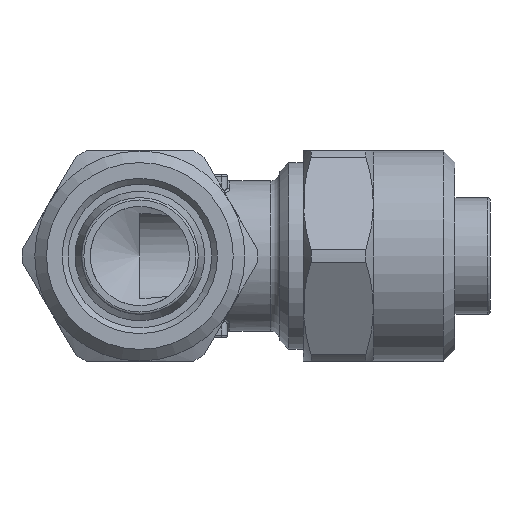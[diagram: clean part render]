
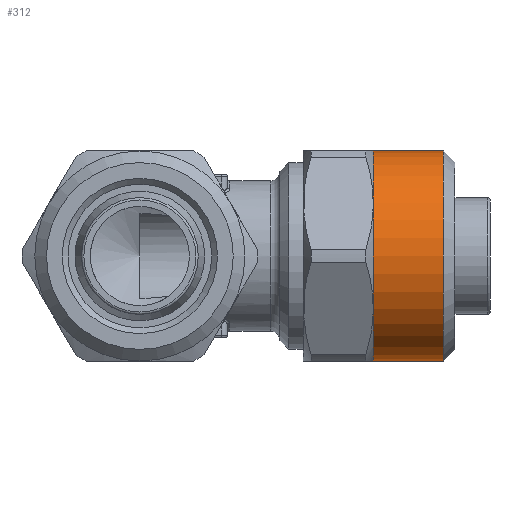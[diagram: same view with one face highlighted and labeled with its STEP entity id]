
A CAD part, front view. The second image highlights one B-rep face of the part: STEP entity #312.
In plain terms, the highlighted cylindrical face has radius 9 mm (diameter 18 mm), a full revolution.
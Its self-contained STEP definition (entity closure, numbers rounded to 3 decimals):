
#312 = ADVANCED_FACE( 'NONE', ( #726, #727 ), #728, .T. );
#726 = FACE_OUTER_BOUND( '', #1459, .T. );
#727 = FACE_OUTER_BOUND( '', #1460, .T. );
#728 = CYLINDRICAL_SURFACE( '', #1461, 9. );
#1459 = EDGE_LOOP( '', ( #2745, #2746, #2747, #2748, #2749, #2750 ) );
#1460 = EDGE_LOOP( '', ( #2751 ) );
#1461 = AXIS2_PLACEMENT_3D( '', #2752, #2753, #2754 );
#2745 = ORIENTED_EDGE( '', *, *, #3549, .F. );
#2746 = ORIENTED_EDGE( '', *, *, #3755, .F. );
#2747 = ORIENTED_EDGE( '', *, *, #3756, .F. );
#2748 = ORIENTED_EDGE( '', *, *, #3735, .F. );
#2749 = ORIENTED_EDGE( '', *, *, #3757, .F. );
#2750 = ORIENTED_EDGE( '', *, *, #3758, .F. );
#2751 = ORIENTED_EDGE( '', *, *, #3513, .T. );
#2752 = CARTESIAN_POINT( '', ( 10.787, 0., 0. ) );
#2753 = DIRECTION( '', ( 1., 0., 0. ) );
#2754 = DIRECTION( '', ( 0., 0., -1. ) );
#3513 = EDGE_CURVE( 'NONE', #4048, #4048, #4049, .T. );
#3549 = EDGE_CURVE( 'NONE', #4027, #4108, #4111, .T. );
#3735 = EDGE_CURVE( 'NONE', #4402, #4063, #4404, .T. );
#3755 = EDGE_CURVE( 'NONE', #4016, #4027, #4432, .T. );
#3756 = EDGE_CURVE( 'NONE', #4063, #4016, #4433, .T. );
#3757 = EDGE_CURVE( 'NONE', #4434, #4402, #4435, .T. );
#3758 = EDGE_CURVE( 'NONE', #4108, #4434, #4436, .T. );
#4016 = VERTEX_POINT( 'NONE', #4777 );
#4027 = VERTEX_POINT( 'NONE', #4806 );
#4048 = VERTEX_POINT( '', #4845 );
#4049 = CIRCLE( '', #4846, 9. );
#4063 = VERTEX_POINT( 'NONE', #4862 );
#4108 = VERTEX_POINT( 'NONE', #4971 );
#4111 = CIRCLE( '', #4978, 9. );
#4402 = VERTEX_POINT( 'NONE', #5565 );
#4404 = CIRCLE( '', #5571, 9. );
#4432 = CIRCLE( '', #5657, 9. );
#4433 = CIRCLE( '', #5658, 9. );
#4434 = VERTEX_POINT( 'NONE', #5659 );
#4435 = CIRCLE( '', #5660, 9. );
#4436 = CIRCLE( '', #5661, 9. );
#4777 = CARTESIAN_POINT( '', ( 20., -7.794, 4.5 ) );
#4806 = CARTESIAN_POINT( '', ( 20., 0., 9. ) );
#4845 = CARTESIAN_POINT( '', ( 26., 0., -9. ) );
#4846 = AXIS2_PLACEMENT_3D( '', #6277, #6278, #6279 );
#4862 = CARTESIAN_POINT( '', ( 20., -7.794, -4.5 ) );
#4971 = CARTESIAN_POINT( '', ( 20., 7.794, 4.5 ) );
#4978 = AXIS2_PLACEMENT_3D( '', #6329, #6330, #6331 );
#5565 = CARTESIAN_POINT( '', ( 20., 0., -9. ) );
#5571 = AXIS2_PLACEMENT_3D( '', #6563, #6564, #6565 );
#5657 = AXIS2_PLACEMENT_3D( '', #6591, #6592, #6593 );
#5658 = AXIS2_PLACEMENT_3D( '', #6594, #6595, #6596 );
#5659 = CARTESIAN_POINT( '', ( 20., 7.794, -4.5 ) );
#5660 = AXIS2_PLACEMENT_3D( '', #6597, #6598, #6599 );
#5661 = AXIS2_PLACEMENT_3D( '', #6600, #6601, #6602 );
#6277 = CARTESIAN_POINT( '', ( 26., 0., 0. ) );
#6278 = DIRECTION( '', ( -1., 0., 0. ) );
#6279 = DIRECTION( '', ( 0., 0., -1. ) );
#6329 = CARTESIAN_POINT( '', ( 20., 0., 0. ) );
#6330 = DIRECTION( '', ( -1., 0., 0. ) );
#6331 = DIRECTION( '', ( 0., 0., -1. ) );
#6563 = CARTESIAN_POINT( '', ( 20., 0., 0. ) );
#6564 = DIRECTION( '', ( -1., 0., 0. ) );
#6565 = DIRECTION( '', ( 0., 0., -1. ) );
#6591 = CARTESIAN_POINT( '', ( 20., 0., 0. ) );
#6592 = DIRECTION( '', ( -1., 0., 0. ) );
#6593 = DIRECTION( '', ( 0., 0., -1. ) );
#6594 = CARTESIAN_POINT( '', ( 20., 0., 0. ) );
#6595 = DIRECTION( '', ( -1., 0., 0. ) );
#6596 = DIRECTION( '', ( 0., 0., -1. ) );
#6597 = CARTESIAN_POINT( '', ( 20., 0., 0. ) );
#6598 = DIRECTION( '', ( -1., 0., 0. ) );
#6599 = DIRECTION( '', ( 0., 0., -1. ) );
#6600 = CARTESIAN_POINT( '', ( 20., 0., 0. ) );
#6601 = DIRECTION( '', ( -1., 0., 0. ) );
#6602 = DIRECTION( '', ( 0., 0., -1. ) );
